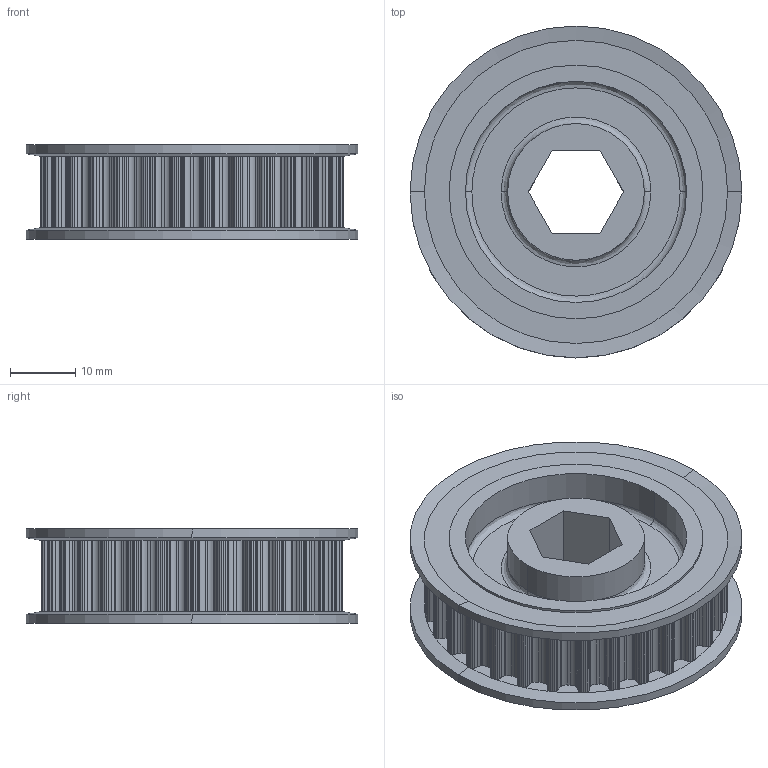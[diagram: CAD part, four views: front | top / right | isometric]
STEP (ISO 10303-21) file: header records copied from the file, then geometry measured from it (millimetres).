
FILE_DESCRIPTION (( 'STEP AP214' ), '1' );
FILE_NAME ('WCP-0608 Rev1.step', '2022-11-23T02:33:36', ( '' ), ( '' ), 'SwSTEP 2.0', 'SolidWorks 2020', '' );
FILE_SCHEMA (( 'AUTOMOTIVE_DESIGN' ));
Length unit declared in the file: inch
Products named in the file (1): WCP-0608 Rev1
Bounding box: 51 x 51 x 14.5 mm (x, y, z)
Volume: 15012.4 mm3; surface area: 10179.4 mm2
Topology: 1 solids, 1 shells, 762 faces, 2126 edges, 1372 vertices
Faces by surface type: cylinder 462, plane 284, bspline 8, cone 8
Entity records: 35522 total; most frequent: CARTESIAN_POINT 4961, DIRECTION 4808, ORIENTED_EDGE 4252, EDGE_CURVE 2126, AXIS2_PLACEMENT_3D 1935, VERTEX_POINT 1372, CIRCLE 1180, LINE 938
